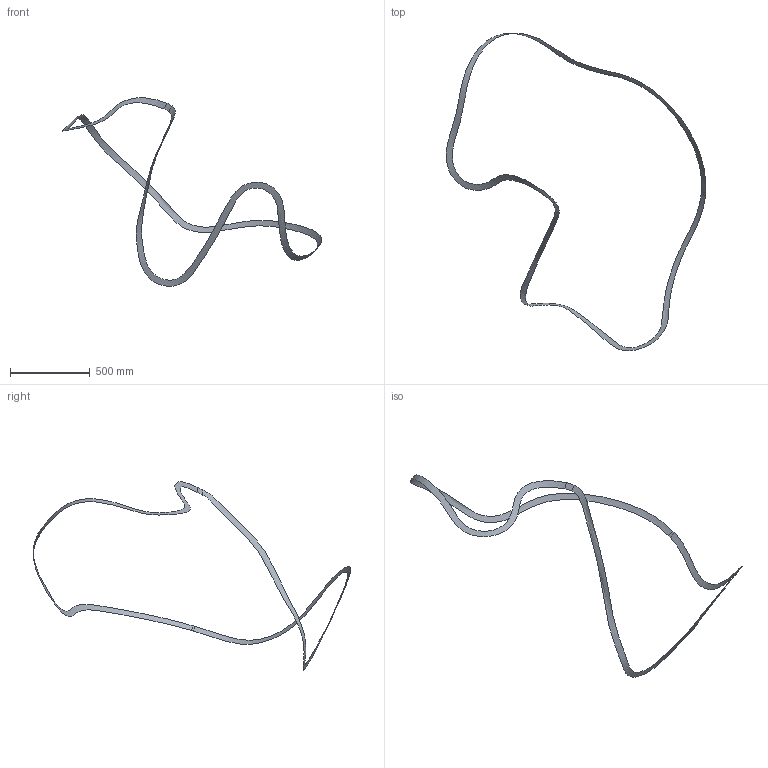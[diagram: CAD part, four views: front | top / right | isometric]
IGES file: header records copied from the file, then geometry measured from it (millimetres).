
Start section:  PTC IGES file: temp_070130_side_b.igs
Global section: file name: 42Htype_b_side_b_short.igs; native system: Rhinoceros ( May 19 2006 ); preprocessor: Trout Lake IGES 012 May 19 2006; date: 070130.123835; units: inch
Bounding box: 1628.27 x 1993.01 x 1183.77 mm (x, y, z)
Surface area: 300832.5 mm2 (no closed solid volume)
Topology: 0 solids, 0 shells, 4 faces, 16 edges, 16 vertices
Faces by surface type: bspline 4
